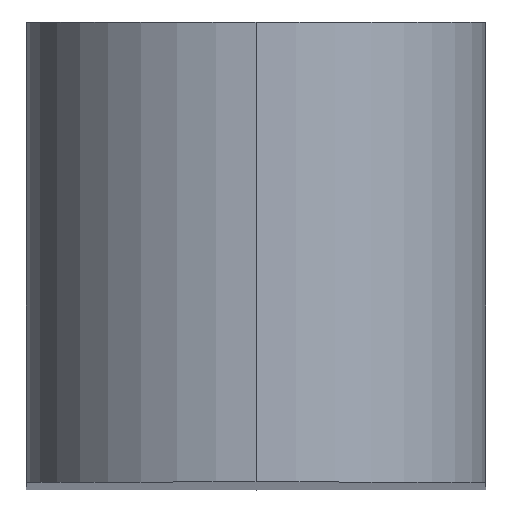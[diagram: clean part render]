
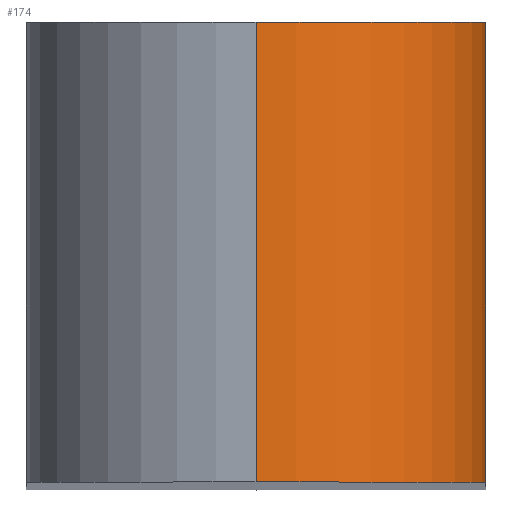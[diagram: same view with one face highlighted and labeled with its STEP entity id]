
A CAD part, top view. The second image highlights one B-rep face of the part: STEP entity #174.
In plain terms, the highlighted cylindrical face has radius 1 mm (diameter 2 mm), a partial arc.
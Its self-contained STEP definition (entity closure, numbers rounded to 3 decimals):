
#7 = AXIS2_PLACEMENT_3D ( 'NONE', #72, #92, #133 ) ;
#26 = AXIS2_PLACEMENT_3D ( 'NONE', #132, #120, #108 ) ;
#33 = EDGE_CURVE ( 'NONE', #230, #249, #240, .T. ) ;
#46 = EDGE_CURVE ( 'NONE', #244, #270, #283, .T. ) ;
#49 = EDGE_CURVE ( 'NONE', #249, #244, #180, .T. ) ;
#52 = AXIS2_PLACEMENT_3D ( 'NONE', #110, #135, #162 ) ;
#55 = EDGE_CURVE ( 'NONE', #270, #230, #306, .T. ) ;
#61 = CARTESIAN_POINT ( 'NONE',  ( 1., -1., 9. ) ) ;
#68 = CARTESIAN_POINT ( 'NONE',  ( 0., -1., 10. ) ) ;
#71 = DIRECTION ( 'NONE',  ( 0., 1., 0. ) ) ;
#72 = CARTESIAN_POINT ( 'NONE',  ( 0., -1., 9. ) ) ;
#92 = DIRECTION ( 'NONE',  ( 0., -1., 0. ) ) ;
#102 = CARTESIAN_POINT ( 'NONE',  ( 0., 1., 10. ) ) ;
#104 = CARTESIAN_POINT ( 'NONE',  ( 1., -1., 9. ) ) ;
#108 = DIRECTION ( 'NONE',  ( 0., 0., 1. ) ) ;
#110 = CARTESIAN_POINT ( 'NONE',  ( 0., 1., 9. ) ) ;
#120 = DIRECTION ( 'NONE',  ( 0., 1., 0. ) ) ;
#123 = DIRECTION ( 'NONE',  ( 0., -1., 0. ) ) ;
#132 = CARTESIAN_POINT ( 'NONE',  ( 0., 1., 9. ) ) ;
#133 = DIRECTION ( 'NONE',  ( 0., 0., 1. ) ) ;
#135 = DIRECTION ( 'NONE',  ( 0., 1., 0. ) ) ;
#143 = CARTESIAN_POINT ( 'NONE',  ( 0., 1., 10. ) ) ;
#162 = DIRECTION ( 'NONE',  ( 0., 0., -1. ) ) ;
#163 = CARTESIAN_POINT ( 'NONE',  ( 1., 1., 9. ) ) ;
#174 = ADVANCED_FACE ( 'NONE', ( #309 ), #289, .T. ) ;
#179 = ORIENTED_EDGE ( 'NONE', *, *, #49, .F. ) ;
#180 = LINE ( 'NONE', #104, #276 ) ;
#221 = ORIENTED_EDGE ( 'NONE', *, *, #55, .F. ) ;
#230 = VERTEX_POINT ( 'NONE', #143 ) ;
#240 = CIRCLE ( 'NONE', #52, 1. ) ;
#244 = VERTEX_POINT ( 'NONE', #61 ) ;
#249 = VERTEX_POINT ( 'NONE', #163 ) ;
#266 = VECTOR ( 'NONE', #71, 1000. ) ;
#270 = VERTEX_POINT ( 'NONE', #68 ) ;
#276 = VECTOR ( 'NONE', #123, 1000. ) ;
#283 = CIRCLE ( 'NONE', #7, 1. ) ;
#289 = CYLINDRICAL_SURFACE ( 'NONE', #26, 1. ) ;
#290 = ORIENTED_EDGE ( 'NONE', *, *, #46, .F. ) ;
#291 = EDGE_LOOP ( 'NONE', ( #179, #295, #221, #290 ) ) ;
#295 = ORIENTED_EDGE ( 'NONE', *, *, #33, .F. ) ;
#306 = LINE ( 'NONE', #102, #266 ) ;
#309 = FACE_OUTER_BOUND ( 'NONE', #291, .T. ) ;
